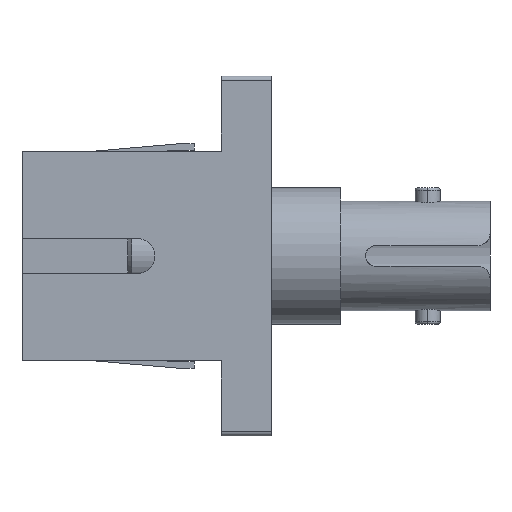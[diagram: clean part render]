
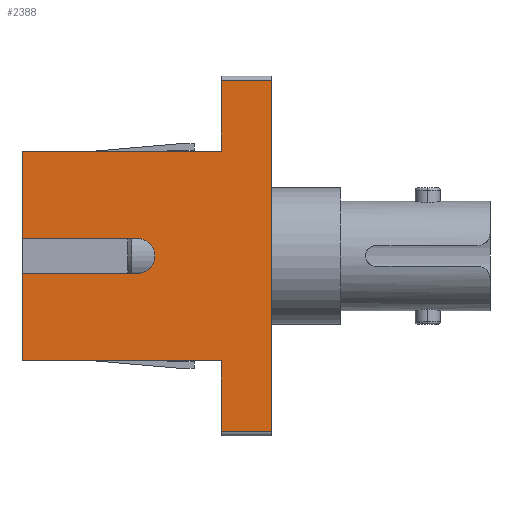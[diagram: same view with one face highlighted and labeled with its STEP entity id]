
A CAD part, left-side view. The second image highlights one B-rep face of the part: STEP entity #2388.
In plain terms, the highlighted planar face has unit normal (-1, 0, 0).
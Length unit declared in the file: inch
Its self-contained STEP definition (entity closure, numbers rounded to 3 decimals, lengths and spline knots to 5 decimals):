
#43 = CARTESIAN_POINT ( 'NONE',  ( -0.184, 0.0605, 0.4335 ) ) ;
#47 = VERTEX_POINT ( 'NONE', #1551 ) ;
#107 = DIRECTION ( 'NONE',  ( 0., 0., -1. ) ) ;
#182 = LINE ( 'NONE', #6166, #1724 ) ;
#250 = DIRECTION ( 'NONE',  ( 0., -1., 0. ) ) ;
#252 = EDGE_CURVE ( 'NONE', #4647, #2329, #5815, .T. ) ;
#259 = CARTESIAN_POINT ( 'NONE',  ( -0.184, -0.0605, 0.4335 ) ) ;
#358 = ORIENTED_EDGE ( 'NONE', *, *, #798, .T. ) ;
#502 = DIRECTION ( 'NONE',  ( 1., 0., 0. ) ) ;
#532 = LINE ( 'NONE', #2723, #613 ) ;
#613 = VECTOR ( 'NONE', #4722, 39.37008 ) ;
#717 = DIRECTION ( 'NONE',  ( 0., 0., -1. ) ) ;
#746 = VERTEX_POINT ( 'NONE', #3668 ) ;
#774 = EDGE_CURVE ( 'NONE', #5436, #5103, #3683, .T. ) ;
#789 = ORIENTED_EDGE ( 'NONE', *, *, #3782, .F. ) ;
#790 = LINE ( 'NONE', #259, #5870 ) ;
#798 = EDGE_CURVE ( 'NONE', #2538, #47, #790, .T. ) ;
#882 = FACE_OUTER_BOUND ( 'NONE', #3779, .T. ) ;
#1007 = CARTESIAN_POINT ( 'NONE',  ( -0.184, 0.0605, 0.2525 ) ) ;
#1026 = PLANE ( 'NONE',  #1655 ) ;
#1202 = EDGE_CURVE ( 'NONE', #5965, #746, #4542, .T. ) ;
#1264 = EDGE_CURVE ( 'NONE', #4847, #2538, #1336, .T. ) ;
#1336 = LINE ( 'NONE', #1714, #5097 ) ;
#1384 = ORIENTED_EDGE ( 'NONE', *, *, #2335, .F. ) ;
#1444 = VECTOR ( 'NONE', #4729, 39.37008 ) ;
#1539 = EDGE_CURVE ( 'NONE', #5965, #3715, #2090, .T. ) ;
#1551 = CARTESIAN_POINT ( 'NONE',  ( -0.184, -0.0605, 0.4235 ) ) ;
#1552 = CARTESIAN_POINT ( 'NONE',  ( -0.184, 0.5405, 0.0425 ) ) ;
#1655 = AXIS2_PLACEMENT_3D ( 'NONE', #43, #502, #107 ) ;
#1676 = ORIENTED_EDGE ( 'NONE', *, *, #1264, .T. ) ;
#1714 = CARTESIAN_POINT ( 'NONE',  ( -0.184, 0.0605, -0.4235 ) ) ;
#1721 = ORIENTED_EDGE ( 'NONE', *, *, #1202, .F. ) ;
#1724 = VECTOR ( 'NONE', #1744, 39.37008 ) ;
#1734 = VERTEX_POINT ( 'NONE', #2231 ) ;
#1744 = DIRECTION ( 'NONE',  ( 0., 0., 1. ) ) ;
#1774 = CARTESIAN_POINT ( 'NONE',  ( -0.184, 0.0605, 0.4335 ) ) ;
#1816 = VECTOR ( 'NONE', #6106, 39.37008 ) ;
#2090 = LINE ( 'NONE', #3789, #4691 ) ;
#2145 = CARTESIAN_POINT ( 'NONE',  ( -0.184, 0.263, -0.0425 ) ) ;
#2200 = EDGE_CURVE ( 'NONE', #2329, #2284, #2359, .T. ) ;
#2231 = CARTESIAN_POINT ( 'NONE',  ( -0.184, 0.5405, 0.2525 ) ) ;
#2249 = ORIENTED_EDGE ( 'NONE', *, *, #1539, .T. ) ;
#2263 = CARTESIAN_POINT ( 'NONE',  ( -0.184, 0.263, 0.0425 ) ) ;
#2284 = VERTEX_POINT ( 'NONE', #1552 ) ;
#2329 = VERTEX_POINT ( 'NONE', #3691 ) ;
#2335 = EDGE_CURVE ( 'NONE', #746, #4647, #3631, .T. ) ;
#2359 = LINE ( 'NONE', #2263, #2810 ) ;
#2388 = ADVANCED_FACE ( 'NONE', ( #882 ), #1026, .F. ) ;
#2479 = DIRECTION ( 'NONE',  ( 0., -1., 0. ) ) ;
#2482 = CARTESIAN_POINT ( 'NONE',  ( -0.184, 0.5405, -0.2525 ) ) ;
#2538 = VERTEX_POINT ( 'NONE', #3951 ) ;
#2668 = LINE ( 'NONE', #5406, #6289 ) ;
#2711 = EDGE_CURVE ( 'NONE', #1734, #5436, #2668, .T. ) ;
#2723 = CARTESIAN_POINT ( 'NONE',  ( -0.184, 0.0605, 0.4235 ) ) ;
#2732 = VECTOR ( 'NONE', #3746, 39.37008 ) ;
#2738 = ORIENTED_EDGE ( 'NONE', *, *, #252, .F. ) ;
#2810 = VECTOR ( 'NONE', #3713, 39.37008 ) ;
#2840 = ORIENTED_EDGE ( 'NONE', *, *, #2200, .F. ) ;
#3064 = ORIENTED_EDGE ( 'NONE', *, *, #2711, .F. ) ;
#3171 = CARTESIAN_POINT ( 'NONE',  ( -0.184, 0.0605, -0.2525 ) ) ;
#3251 = CARTESIAN_POINT ( 'NONE',  ( -0.184, 0.263, 0. ) ) ;
#3391 = EDGE_CURVE ( 'NONE', #4847, #3715, #4034, .T. ) ;
#3455 = ORIENTED_EDGE ( 'NONE', *, *, #3391, .F. ) ;
#3480 = CARTESIAN_POINT ( 'NONE',  ( -0.184, 0.0605, 0.4235 ) ) ;
#3631 = LINE ( 'NONE', #5619, #1444 ) ;
#3668 = CARTESIAN_POINT ( 'NONE',  ( -0.184, 0.5405, -0.0425 ) ) ;
#3683 = LINE ( 'NONE', #6130, #1816 ) ;
#3691 = CARTESIAN_POINT ( 'NONE',  ( -0.184, 0.263, 0.0425 ) ) ;
#3713 = DIRECTION ( 'NONE',  ( 0., 1., 0. ) ) ;
#3715 = VERTEX_POINT ( 'NONE', #3171 ) ;
#3746 = DIRECTION ( 'NONE',  ( 0., 0., 1. ) ) ;
#3779 = EDGE_LOOP ( 'NONE', ( #358, #5525, #4076, #3064, #789, #2840, #2738, #1384, #1721, #2249, #3455, #1676 ) ) ;
#3782 = EDGE_CURVE ( 'NONE', #2284, #1734, #182, .T. ) ;
#3789 = CARTESIAN_POINT ( 'NONE',  ( -0.184, 0.5405, -0.2525 ) ) ;
#3951 = CARTESIAN_POINT ( 'NONE',  ( -0.184, -0.0605, -0.4235 ) ) ;
#4034 = LINE ( 'NONE', #1774, #2732 ) ;
#4076 = ORIENTED_EDGE ( 'NONE', *, *, #774, .F. ) ;
#4163 = DIRECTION ( 'NONE',  ( 0., 0., 1. ) ) ;
#4237 = VECTOR ( 'NONE', #4655, 39.37008 ) ;
#4245 = DIRECTION ( 'NONE',  ( -1., 0., 0. ) ) ;
#4542 = LINE ( 'NONE', #2482, #4237 ) ;
#4647 = VERTEX_POINT ( 'NONE', #2145 ) ;
#4655 = DIRECTION ( 'NONE',  ( 0., 0., 1. ) ) ;
#4691 = VECTOR ( 'NONE', #5818, 39.37008 ) ;
#4722 = DIRECTION ( 'NONE',  ( 0., 1., 0. ) ) ;
#4729 = DIRECTION ( 'NONE',  ( 0., -1., 0. ) ) ;
#4847 = VERTEX_POINT ( 'NONE', #5752 ) ;
#5097 = VECTOR ( 'NONE', #250, 39.37008 ) ;
#5103 = VERTEX_POINT ( 'NONE', #3480 ) ;
#5406 = CARTESIAN_POINT ( 'NONE',  ( -0.184, 0.5405, 0.2525 ) ) ;
#5436 = VERTEX_POINT ( 'NONE', #1007 ) ;
#5525 = ORIENTED_EDGE ( 'NONE', *, *, #5806, .T. ) ;
#5619 = CARTESIAN_POINT ( 'NONE',  ( -0.184, 0.263, -0.0425 ) ) ;
#5752 = CARTESIAN_POINT ( 'NONE',  ( -0.184, 0.0605, -0.4235 ) ) ;
#5772 = AXIS2_PLACEMENT_3D ( 'NONE', #3251, #4245, #717 ) ;
#5806 = EDGE_CURVE ( 'NONE', #47, #5103, #532, .T. ) ;
#5815 = CIRCLE ( 'NONE', #5772, 0.0425 ) ;
#5818 = DIRECTION ( 'NONE',  ( 0., -1., 0. ) ) ;
#5824 = CARTESIAN_POINT ( 'NONE',  ( -0.184, 0.5405, -0.2525 ) ) ;
#5870 = VECTOR ( 'NONE', #4163, 39.37008 ) ;
#5965 = VERTEX_POINT ( 'NONE', #5824 ) ;
#6106 = DIRECTION ( 'NONE',  ( 0., 0., 1. ) ) ;
#6130 = CARTESIAN_POINT ( 'NONE',  ( -0.184, 0.0605, 0.4335 ) ) ;
#6166 = CARTESIAN_POINT ( 'NONE',  ( -0.184, 0.5405, -0.2525 ) ) ;
#6289 = VECTOR ( 'NONE', #2479, 39.37008 ) ;
